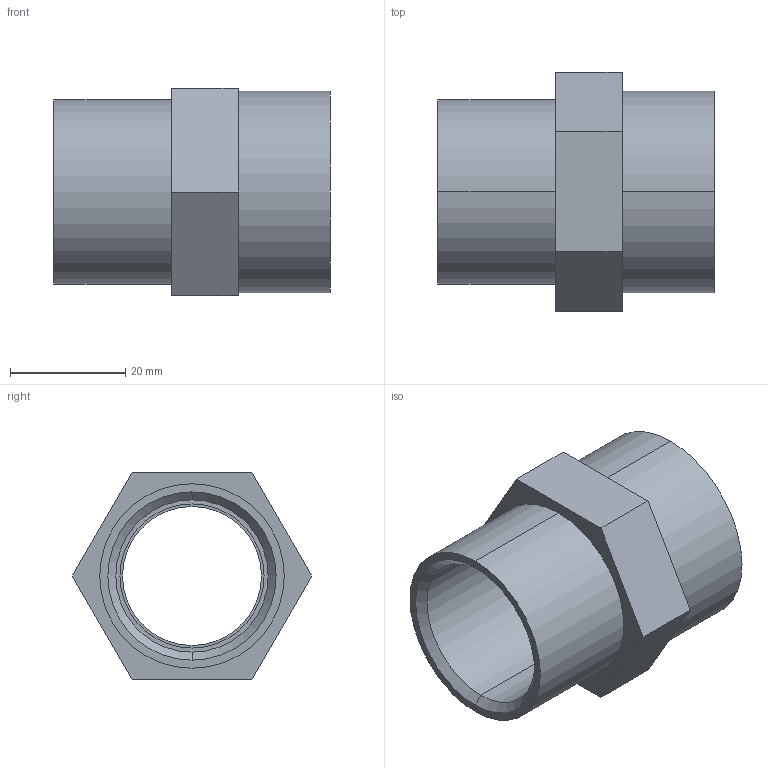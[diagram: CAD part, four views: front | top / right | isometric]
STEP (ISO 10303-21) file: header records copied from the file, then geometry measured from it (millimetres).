
FILE_DESCRIPTION(('STEP AP214'),'1');
FILE_NAME('cctmp_1AD7576A-708B-4851-A401-7F997702915F_2022_03_09_09_37_53_0285..stp','2022-03-09T08:37:53',('Praher Valves GmbH'),('CADClick - www.CADClick.com'),'Spatial InterOp 3D',' ','unknown authorization');
FILE_SCHEMA(('AUTOMOTIVE_DESIGN'));
Length unit declared in the file: millimetre
Products named in the file (1): 70885
Bounding box: 48 x 41.57 x 36 mm (x, y, z)
Volume: 20166.1 mm3; surface area: 10365 mm2
Topology: 1 solids, 1 shells, 24 faces, 52 edges, 34 vertices
Faces by surface type: plane 12, cylinder 10, cone 2
Entity records: 882 total; most frequent: DIRECTION 124, CARTESIAN_POINT 111, ORIENTED_EDGE 104, EDGE_CURVE 52, AXIS2_PLACEMENT_3D 47, VERTEX_POINT 34, EDGE_LOOP 30, LINE 30
